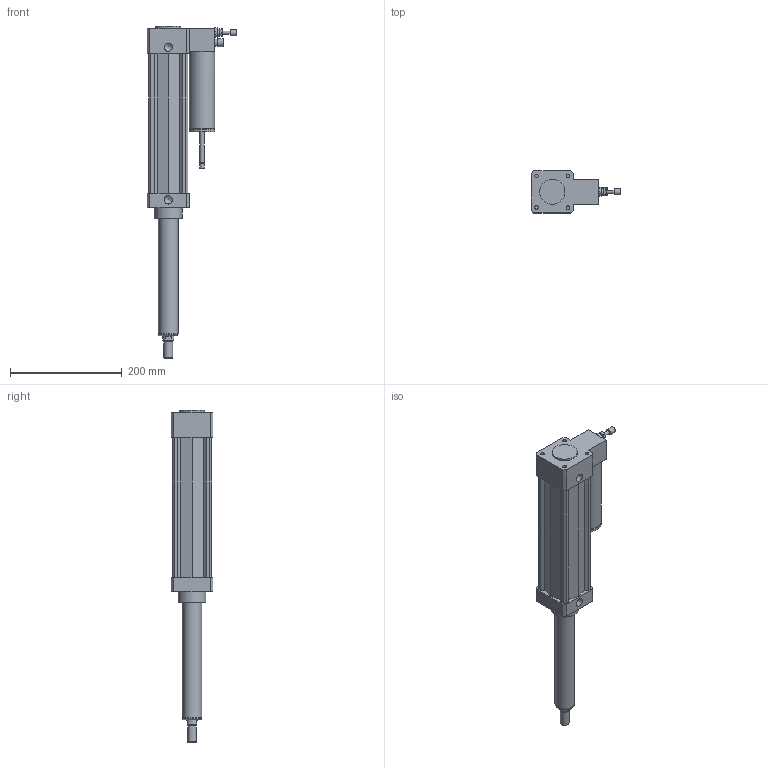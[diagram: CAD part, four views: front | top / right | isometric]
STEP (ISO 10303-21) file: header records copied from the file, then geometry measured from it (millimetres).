
FILE_DESCRIPTION((''),'2;1');
FILE_NAME('14630200B.0.0.stp','2008-04-23T17:50:02',('airolcr1'),(''),'Autodesk Inventor 2008','Autodesk Inventor 2008','');
FILE_SCHEMA(('AUTOMOTIVE_DESIGN { 1 0 10303 214 1 1 1 1 }'));
Length unit declared in the file: millimetre
Products named in the file (4): 14630200B.0.0; STELO Ø63 C 200; REGOLATORE SR
Assembly tree (3 placements, depth 2):
  14630200B.0.0
    14630200B.0.0
    STELO Ø63 C 200
    REGOLATORE SR
Bounding box: 160 x 75 x 594 mm (x, y, z)
Volume: 2061365.5 mm3; surface area: 180048.9 mm2
Topology: 3 solids, 3 shells, 152 faces, 347 edges, 226 vertices
Faces by surface type: plane 81, cylinder 39, bspline 24, cone 7, torus 1
Full cylindrical faces by diameter (mm): 2 x1, 6 x1, 8 x2, 11 x1, 12 x1, 13 x1, 14 x1, 14.5 x1, 16 x1, 20 x1, 34.7 x1, 35 x2, 41 x1, 45 x3, 50 x1
Entity records: 4387 total; most frequent: CARTESIAN_POINT 945, DIRECTION 680, ORIENTED_EDGE 598, EDGE_CURVE 299, AXIS2_PLACEMENT_3D 246, VERTEX_POINT 219, EDGE_LOOP 218, VECTOR 188
